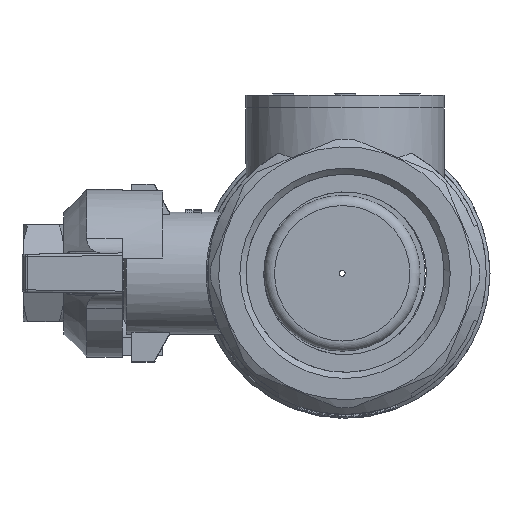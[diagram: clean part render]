
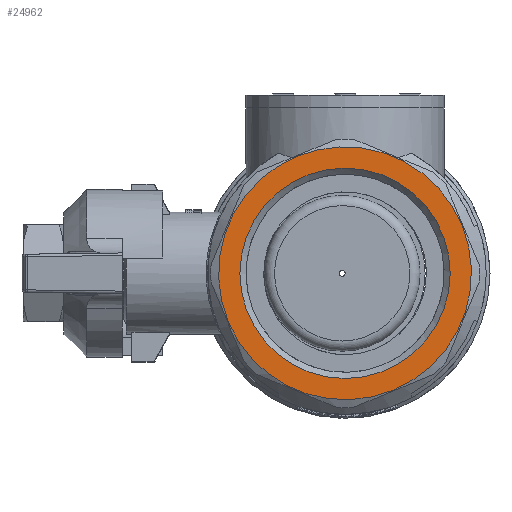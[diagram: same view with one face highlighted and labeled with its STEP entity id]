
A CAD part, left-side view. The second image highlights one B-rep face of the part: STEP entity #24962.
In plain terms, the highlighted face is planar.
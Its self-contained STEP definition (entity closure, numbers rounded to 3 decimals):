
#12864=ORIENTED_EDGE('',*,*,#16616,.T.);
#12865=ORIENTED_EDGE('',*,*,#16615,.F.);
#16615=EDGE_CURVE('',#19081,#19081,#19475,.T.);
#16616=EDGE_CURVE('',#19082,#19082,#19476,.T.);
#19081=VERTEX_POINT('',#47303);
#19082=VERTEX_POINT('',#47306);
#19475=CIRCLE('',#27963,20.676);
#19476=CIRCLE('',#27965,24.86);
#20963=EDGE_LOOP('',(#12864));
#20964=EDGE_LOOP('',(#12865));
#22475=FACE_BOUND('',#20963,.T.);
#22476=FACE_BOUND('',#20964,.T.);
#23629=PLANE('',#27964);
#24962=ADVANCED_FACE('',(#22475,#22476),#23629,.T.);
#27963=AXIS2_PLACEMENT_3D('',#47302,#35395,#35396);
#27964=AXIS2_PLACEMENT_3D('',#47304,#35397,#35398);
#27965=AXIS2_PLACEMENT_3D('',#47305,#35399,#35400);
#35395=DIRECTION('',(0.,0.,-1.));
#35396=DIRECTION('',(-1.,0.,0.));
#35397=DIRECTION('',(0.,0.,-1.));
#35398=DIRECTION('',(-1.,0.,0.));
#35399=DIRECTION('',(0.,0.,-1.));
#35400=DIRECTION('',(0.924,-0.383,0.));
#47302=CARTESIAN_POINT('',(0.,0.,-3.5));
#47303=CARTESIAN_POINT('',(-20.676,0.,-3.5));
#47304=CARTESIAN_POINT('',(20.638,-8.548,-3.5));
#47305=CARTESIAN_POINT('',(0.,0.,-3.5));
#47306=CARTESIAN_POINT('',(22.967,-9.513,-3.5));
